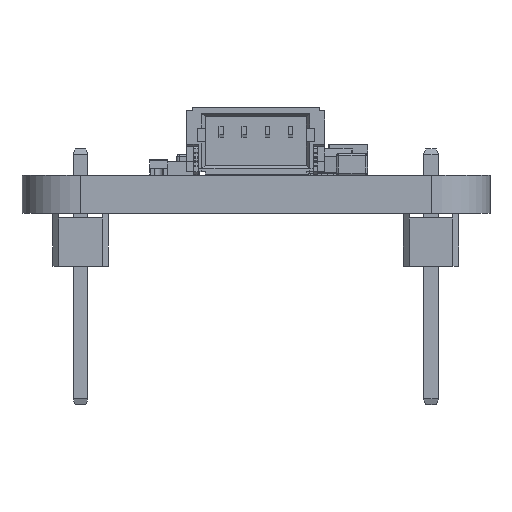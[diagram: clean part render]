
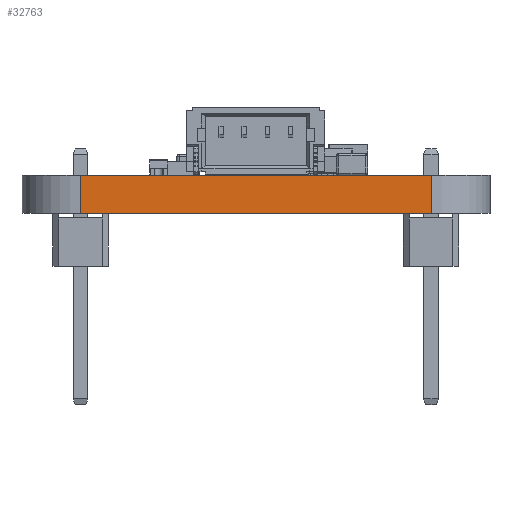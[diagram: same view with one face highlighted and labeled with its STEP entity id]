
A CAD part, left-side view. The second image highlights one B-rep face of the part: STEP entity #32763.
In plain terms, the highlighted planar face has unit normal (-1, 0, 0).
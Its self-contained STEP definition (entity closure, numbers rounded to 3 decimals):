
#1695=PLANE('',#35119);
#3054=FACE_OUTER_BOUND('',#4958,.T.);
#4958=EDGE_LOOP('',(#22995,#22996,#22997,#22998));
#7005=LINE('',#46946,#10648);
#7006=LINE('',#46948,#10649);
#7007=LINE('',#46950,#10650);
#7008=LINE('',#46951,#10651);
#10648=VECTOR('',#37985,10.);
#10649=VECTOR('',#37986,10.);
#10650=VECTOR('',#37987,10.);
#10651=VECTOR('',#37988,10.);
#15092=VERTEX_POINT('',#46944);
#15093=VERTEX_POINT('',#46945);
#15094=VERTEX_POINT('',#46947);
#15095=VERTEX_POINT('',#46949);
#18195=EDGE_CURVE('',#15092,#15093,#7005,.T.);
#18196=EDGE_CURVE('',#15093,#15094,#7006,.T.);
#18197=EDGE_CURVE('',#15095,#15094,#7007,.T.);
#18198=EDGE_CURVE('',#15092,#15095,#7008,.T.);
#22995=ORIENTED_EDGE('',*,*,#18195,.T.);
#22996=ORIENTED_EDGE('',*,*,#18196,.T.);
#22997=ORIENTED_EDGE('',*,*,#18197,.F.);
#22998=ORIENTED_EDGE('',*,*,#18198,.F.);
#32763=ADVANCED_FACE('',(#3054),#1695,.T.);
#35119=AXIS2_PLACEMENT_3D('',#46943,#37983,#37984);
#37983=DIRECTION('center_axis',(-1.,0.,0.));
#37984=DIRECTION('ref_axis',(0.,-1.,0.));
#37985=DIRECTION('',(0.,-1.,0.));
#37986=DIRECTION('',(0.,0.,1.));
#37987=DIRECTION('',(0.,-1.,0.));
#37988=DIRECTION('',(0.,0.,1.));
#46943=CARTESIAN_POINT('Origin',(-12.7,7.62,0.));
#46944=CARTESIAN_POINT('',(-12.7,7.62,0.));
#46945=CARTESIAN_POINT('',(-12.7,-7.62,0.));
#46946=CARTESIAN_POINT('',(-12.7,7.62,0.));
#46947=CARTESIAN_POINT('',(-12.7,-7.62,1.65));
#46948=CARTESIAN_POINT('',(-12.7,-7.62,0.));
#46949=CARTESIAN_POINT('',(-12.7,7.62,1.65));
#46950=CARTESIAN_POINT('',(-12.7,7.62,1.65));
#46951=CARTESIAN_POINT('',(-12.7,7.62,0.));
